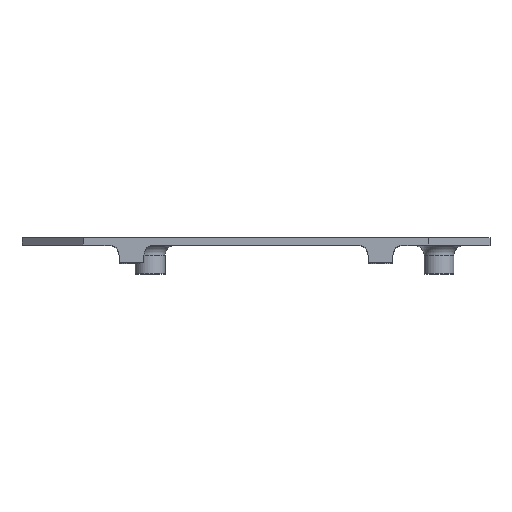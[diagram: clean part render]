
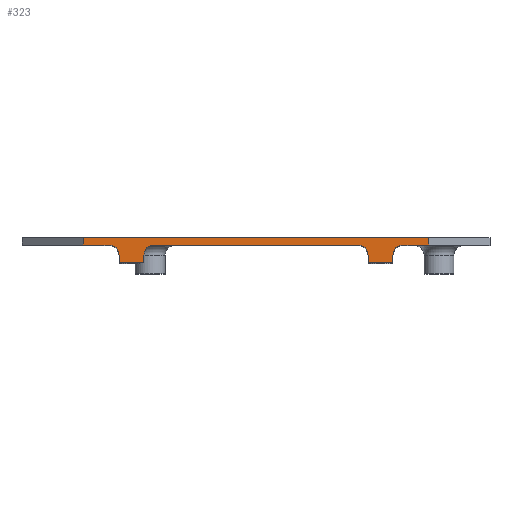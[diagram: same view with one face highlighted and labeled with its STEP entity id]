
A CAD part, top view. The second image highlights one B-rep face of the part: STEP entity #323.
In plain terms, the highlighted planar face has unit normal (0, 0, 1).
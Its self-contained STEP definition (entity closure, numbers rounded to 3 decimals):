
#323=ADVANCED_FACE('',(#674),#675,.T.);
#674=FACE_OUTER_BOUND('',#1022,.T.);
#675=PLANE('',#1023);
#1022=EDGE_LOOP('',(#1945,#1946,#1947,#1948,#1949,#1950,#1951,#1952,#1953,#1954,#1955,#1956,#1957,#1958,#1959,#1960,#1961,#1962,#1963,#1964));
#1023=AXIS2_PLACEMENT_3D('',#1965,#1966,#1967);
#1945=ORIENTED_EDGE('',*,*,#2236,.F.);
#1946=ORIENTED_EDGE('',*,*,#2387,.T.);
#1947=ORIENTED_EDGE('',*,*,#2369,.F.);
#1948=ORIENTED_EDGE('',*,*,#2388,.F.);
#1949=ORIENTED_EDGE('',*,*,#2240,.F.);
#1950=ORIENTED_EDGE('',*,*,#2104,.F.);
#1951=ORIENTED_EDGE('',*,*,#2296,.F.);
#1952=ORIENTED_EDGE('',*,*,#2305,.F.);
#1953=ORIENTED_EDGE('',*,*,#2374,.F.);
#1954=ORIENTED_EDGE('',*,*,#2310,.F.);
#1955=ORIENTED_EDGE('',*,*,#2298,.F.);
#1956=ORIENTED_EDGE('',*,*,#2101,.F.);
#1957=ORIENTED_EDGE('',*,*,#2238,.F.);
#1958=ORIENTED_EDGE('',*,*,#2119,.F.);
#1959=ORIENTED_EDGE('',*,*,#2277,.F.);
#1960=ORIENTED_EDGE('',*,*,#2286,.F.);
#1961=ORIENTED_EDGE('',*,*,#2363,.F.);
#1962=ORIENTED_EDGE('',*,*,#2291,.F.);
#1963=ORIENTED_EDGE('',*,*,#2279,.F.);
#1964=ORIENTED_EDGE('',*,*,#2116,.F.);
#1965=CARTESIAN_POINT('',(0.,-145.05,40.0));
#1966=DIRECTION('',(0.,0.,1.0));
#1967=DIRECTION('',(1.0,0.,0.));
#2101=EDGE_CURVE('',#2550,#2546,#2552,.T.);
#2104=EDGE_CURVE('',#2554,#2557,#2558,.T.);
#2116=EDGE_CURVE('',#2577,#2573,#2579,.T.);
#2119=EDGE_CURVE('',#2581,#2584,#2585,.T.);
#2236=EDGE_CURVE('',#2765,#2577,#2767,.T.);
#2238=EDGE_CURVE('',#2584,#2550,#2769,.T.);
#2240=EDGE_CURVE('',#2557,#2771,#2772,.T.);
#2277=EDGE_CURVE('',#2815,#2581,#2817,.T.);
#2279=EDGE_CURVE('',#2573,#2819,#2820,.T.);
#2286=EDGE_CURVE('',#2827,#2815,#2829,.T.);
#2291=EDGE_CURVE('',#2819,#2835,#2836,.T.);
#2296=EDGE_CURVE('',#2840,#2554,#2842,.T.);
#2298=EDGE_CURVE('',#2546,#2844,#2845,.T.);
#2305=EDGE_CURVE('',#2852,#2840,#2854,.T.);
#2310=EDGE_CURVE('',#2844,#2860,#2861,.T.);
#2363=EDGE_CURVE('',#2835,#2827,#2918,.T.);
#2369=EDGE_CURVE('',#2927,#2929,#2930,.T.);
#2374=EDGE_CURVE('',#2860,#2852,#2937,.T.);
#2387=EDGE_CURVE('',#2765,#2929,#2950,.T.);
#2388=EDGE_CURVE('',#2771,#2927,#2951,.T.);
#2546=VERTEX_POINT('',#3141);
#2550=VERTEX_POINT('',#3146);
#2552=CIRCLE('',#3149,2.0);
#2554=VERTEX_POINT('',#3151);
#2557=VERTEX_POINT('',#3155);
#2558=CIRCLE('',#3156,2.0);
#2573=VERTEX_POINT('',#3174);
#2577=VERTEX_POINT('',#3179);
#2579=CIRCLE('',#3182,2.0);
#2581=VERTEX_POINT('',#3184);
#2584=VERTEX_POINT('',#3188);
#2585=CIRCLE('',#3189,2.0);
#2765=VERTEX_POINT('',#3407);
#2767=LINE('',#3410,#3411);
#2769=LINE('',#3413,#3414);
#2771=VERTEX_POINT('',#3416);
#2772=LINE('',#3417,#3418);
#2815=VERTEX_POINT('',#3470);
#2817=CIRCLE('',#3473,2.0);
#2819=VERTEX_POINT('',#3475);
#2820=CIRCLE('',#3476,2.0);
#2827=VERTEX_POINT('',#3484);
#2829=LINE('',#3487,#3488);
#2835=VERTEX_POINT('',#3495);
#2836=LINE('',#3496,#3497);
#2840=VERTEX_POINT('',#3502);
#2842=CIRCLE('',#3505,2.0);
#2844=VERTEX_POINT('',#3507);
#2845=CIRCLE('',#3508,2.0);
#2852=VERTEX_POINT('',#3516);
#2854=LINE('',#3519,#3520);
#2860=VERTEX_POINT('',#3527);
#2861=LINE('',#3528,#3529);
#2918=LINE('',#3595,#3596);
#2927=VERTEX_POINT('',#3608);
#2929=VERTEX_POINT('',#3611);
#2930=LINE('',#3612,#3613);
#2937=LINE('',#3623,#3624);
#2950=LINE('',#3641,#3642);
#2951=LINE('',#3643,#3644);
#3141=CARTESIAN_POINT('',(-21.914,50.014,40.0));
#3146=CARTESIAN_POINT('',(-20.5,50.6,40.));
#3149=AXIS2_PLACEMENT_3D('',#3793,#3794,#3795);
#3151=CARTESIAN_POINT('',(-28.086,50.014,40.0));
#3155=CARTESIAN_POINT('',(-29.5,50.6,40.));
#3156=AXIS2_PLACEMENT_3D('',#3797,#3798,#3799);
#3174=CARTESIAN_POINT('',(28.086,50.014,40.0));
#3179=CARTESIAN_POINT('',(29.5,50.6,40.0));
#3182=AXIS2_PLACEMENT_3D('',#3817,#3818,#3819);
#3184=CARTESIAN_POINT('',(21.914,50.014,40.0));
#3188=CARTESIAN_POINT('',(20.5,50.6,40.0));
#3189=AXIS2_PLACEMENT_3D('',#3821,#3822,#3823);
#3407=CARTESIAN_POINT('',(34.672,50.6,40.0));
#3410=CARTESIAN_POINT('',(0.,50.6,40.0));
#3411=VECTOR('',#4010,1.0);
#3413=CARTESIAN_POINT('',(0.,50.6,40.0));
#3414=VECTOR('',#4014,1.0);
#3416=CARTESIAN_POINT('',(-34.672,50.6,40.));
#3417=CARTESIAN_POINT('',(0.,50.6,40.0));
#3418=VECTOR('',#4018,1.0);
#3470=CARTESIAN_POINT('',(22.5,48.6,40.0));
#3473=AXIS2_PLACEMENT_3D('',#4083,#4084,#4085);
#3475=CARTESIAN_POINT('',(27.5,48.6,40.0));
#3476=AXIS2_PLACEMENT_3D('',#4086,#4087,#4088);
#3484=CARTESIAN_POINT('',(22.5,47.,40.0));
#3487=CARTESIAN_POINT('',(22.5,-98.575,40.0));
#3488=VECTOR('',#4097,1.0);
#3495=CARTESIAN_POINT('',(27.5,47.,40.0));
#3496=CARTESIAN_POINT('',(27.5,-98.575,40.0));
#3497=VECTOR('',#4102,1.0);
#3502=CARTESIAN_POINT('',(-27.5,48.6,40.));
#3505=AXIS2_PLACEMENT_3D('',#4108,#4109,#4110);
#3507=CARTESIAN_POINT('',(-22.5,48.6,40.));
#3508=AXIS2_PLACEMENT_3D('',#4111,#4112,#4113);
#3516=CARTESIAN_POINT('',(-27.5,47.0,40.));
#3519=CARTESIAN_POINT('',(-27.5,-98.575,40.));
#3520=VECTOR('',#4122,1.0);
#3527=CARTESIAN_POINT('',(-22.5,47.0,40.));
#3528=CARTESIAN_POINT('',(-22.5,-98.575,40.0));
#3529=VECTOR('',#4127,1.0);
#3595=CARTESIAN_POINT('',(12.5,47.,40.0));
#3596=VECTOR('',#4206,1.0);
#3608=CARTESIAN_POINT('',(-34.672,52.1,40.));
#3611=CARTESIAN_POINT('',(34.672,52.1,40.0));
#3612=CARTESIAN_POINT('',(-13.75,52.1,40.));
#3613=VECTOR('',#4211,1.0);
#3623=CARTESIAN_POINT('',(-12.5,47.0,40.));
#3624=VECTOR('',#4215,1.0);
#3641=CARTESIAN_POINT('',(34.672,-145.05,40.0));
#3642=VECTOR('',#4220,1.0);
#3643=CARTESIAN_POINT('',(-34.672,-145.05,40.));
#3644=VECTOR('',#4221,1.0);
#3793=CARTESIAN_POINT('',(-20.5,48.6,40.0));
#3794=DIRECTION('',(0.,0.,1.0));
#3795=DIRECTION('',(-0.707,0.707,0.));
#3797=CARTESIAN_POINT('',(-29.5,48.6,40.0));
#3798=DIRECTION('',(0.,0.,1.0));
#3799=DIRECTION('',(0.707,0.707,0.));
#3817=CARTESIAN_POINT('',(29.5,48.6,40.0));
#3818=DIRECTION('',(0.,0.,1.0));
#3819=DIRECTION('',(-0.707,0.707,0.));
#3821=CARTESIAN_POINT('',(20.5,48.6,40.0));
#3822=DIRECTION('',(0.,0.,1.0));
#3823=DIRECTION('',(0.707,0.707,0.));
#4010=DIRECTION('',(-1.0,0.,0.));
#4014=DIRECTION('',(-1.0,0.,0.));
#4018=DIRECTION('',(-1.0,0.,0.));
#4083=CARTESIAN_POINT('',(20.5,48.6,40.0));
#4084=DIRECTION('',(0.,0.,1.0));
#4085=DIRECTION('',(0.707,0.707,0.));
#4086=CARTESIAN_POINT('',(29.5,48.6,40.0));
#4087=DIRECTION('',(0.,0.,1.0));
#4088=DIRECTION('',(-0.707,0.707,0.));
#4097=DIRECTION('',(0.,1.0,0.));
#4102=DIRECTION('',(0.,-1.0,0.));
#4108=CARTESIAN_POINT('',(-29.5,48.6,40.0));
#4109=DIRECTION('',(0.,0.,1.0));
#4110=DIRECTION('',(0.707,0.707,0.));
#4111=CARTESIAN_POINT('',(-20.5,48.6,40.0));
#4112=DIRECTION('',(0.,0.,1.0));
#4113=DIRECTION('',(-0.707,0.707,0.));
#4122=DIRECTION('',(0.,1.0,0.));
#4127=DIRECTION('',(0.,-1.0,0.));
#4206=DIRECTION('',(-1.0,0.,0.));
#4211=DIRECTION('',(1.0,0.,0.));
#4215=DIRECTION('',(-1.0,0.,0.));
#4220=DIRECTION('',(0.0,1.0,0.));
#4221=DIRECTION('',(0.0,1.0,0.));
